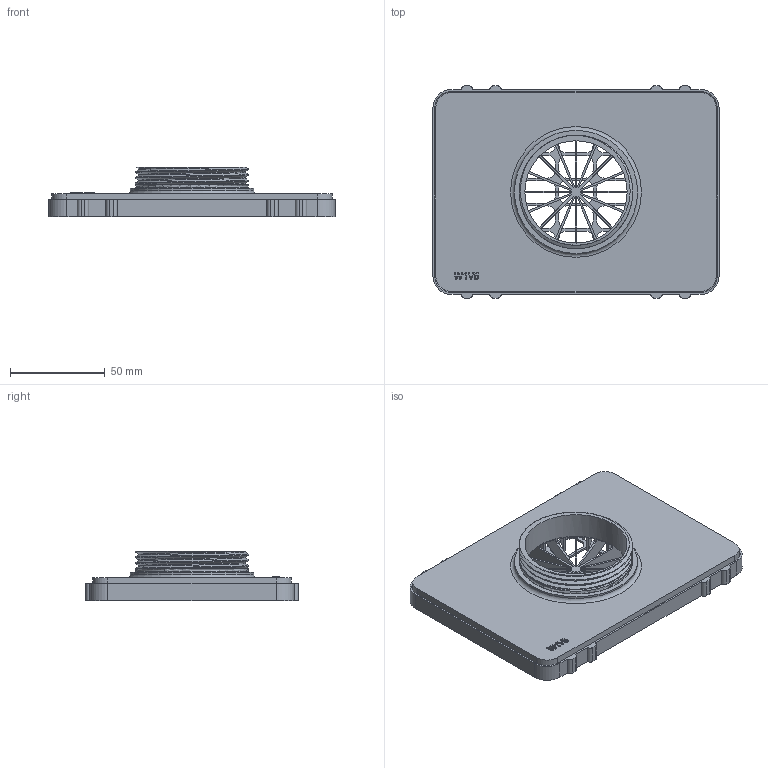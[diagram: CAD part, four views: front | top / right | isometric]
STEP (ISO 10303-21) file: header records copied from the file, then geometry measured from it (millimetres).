
FILE_DESCRIPTION(/* description */ (''),/* implementation_level */ '2;1');
FILE_NAME(/* name */ 'CWT_HSS3BC9_2002 HEPA Adapter v6.step',/* time_stamp */ '2020-03-18T12:20:35-04:00',/* author */ (''),/* organization */ (''),/* preprocessor_version */ 'ST-DEVELOPER v18',/* originating_system */ 'Autodesk Translation Framework v8.12.0.6',/* authorisation */ '');
FILE_SCHEMA (('AUTOMOTIVE_DESIGN { 1 0 10303 214 3 1 1 }'));
Length unit declared in the file: millimetre
Products named in the file (4): CWT_HSS3BC9_2002 HEPA Adapter; Adapter-HEPA Sheet; Grill; Adapter
Assembly tree (3 placements, depth 3):
  CWT_HSS3BC9_2002 HEPA Adapter
    Adapter-HEPA Sheet
      Grill
      Adapter
Bounding box: 151 x 112 x 26 mm (x, y, z)
Volume: 73288.7 mm3; surface area: 112799.1 mm2
Topology: 2 solids, 2 shells, 1214 faces, 3374 edges, 2149 vertices
Faces by surface type: plane 571, cylinder 491, bspline 98, torus 38, cone 16
Full cylindrical faces by diameter (mm): 54 x1, 56.324 x2, 59.764 x2, 60 x1, 65 x1
Entity records: 42548 total; most frequent: CARTESIAN_POINT 11371, ORIENTED_EDGE 6748, DIRECTION 6180, EDGE_CURVE 3374, LINE 2246, VECTOR 2246, VERTEX_POINT 2149, AXIS2_PLACEMENT_3D 1967
